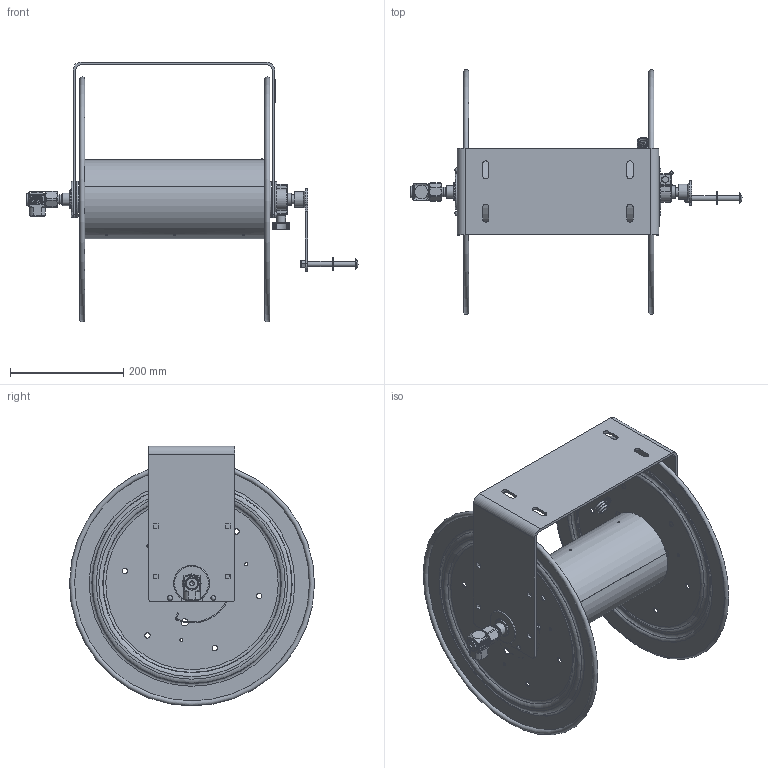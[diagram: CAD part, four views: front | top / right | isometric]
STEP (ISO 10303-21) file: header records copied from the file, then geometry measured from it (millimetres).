
FILE_DESCRIPTION(/* description */ (''),/* implementation_level */ '2;1');
FILE_NAME(/* name */ '117-3-400_SHARED.stp',/* time_stamp */ '2020-04-02T10:58:09-07:00',/* author */ ('NMelton'),/* organization */ (''),/* preprocessor_version */ 'ST-DEVELOPER v17',/* originating_system */ 'Autodesk Inventor 2019',/* authorisation */ '');
FILE_SCHEMA (('AUTOMOTIVE_DESIGN { 1 0 10303 214 3 1 1 }'));
Products named in the file (1): 117-3-400_SHARED
Bounding box: 585.2 x 431.78 x 458.02 mm (x, y, z)
Surface area: 1205770.5 mm2 (no closed solid volume)
Topology: 0 solids, 79 shells, 1206 faces, 5927 edges, 4617 vertices
Faces by surface type: plane 612, bspline 248, cylinder 201, torus 67, cone 51, sphere 27
Full cylindrical faces by diameter (mm): 1.321 x2, 2.54 x1, 3.048 x1, 3.962 x1, 4.826 x1, 5.182 x1, 5.563 x5, 6.604 x1, 7.798 x1, 8.839 x4, 9.271 x1, 9.525 x12, 12.192 x1, 12.7 x7, 14.224 x1, 15.799 x1, 15.875 x2, 17.145 x1, 19.304 x1, 20.574 x2, 20.625 x1, 21.336 x1, 21.844 x2, 22.403 x1, 22.53 x1, 23.749 x2, 27.051 x1, 33.02 x2
Entity records: 67673 total; most frequent: CARTESIAN_POINT 23991, ORIENTED_EDGE 8310, DIRECTION 6890, EDGE_CURVE 5904, VERTEX_POINT 4617, LINE 3426, VECTOR 3426, AXIS2_PLACEMENT_3D 1732
